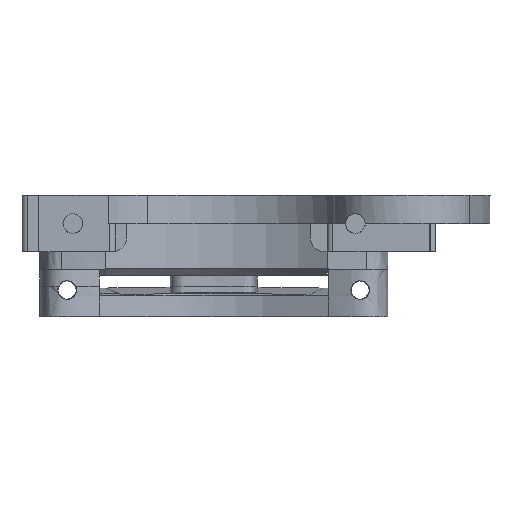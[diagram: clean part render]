
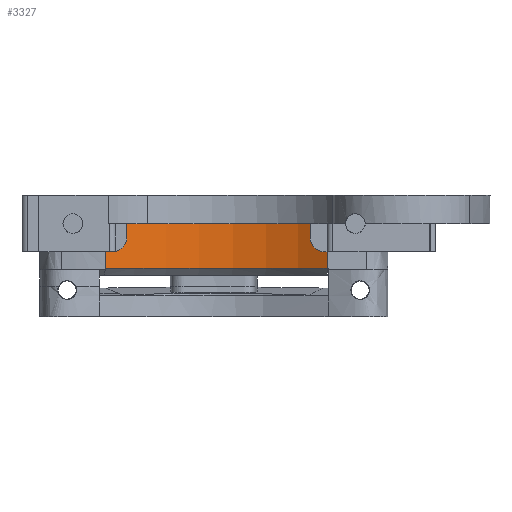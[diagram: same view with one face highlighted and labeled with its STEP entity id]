
A CAD part, front view. The second image highlights one B-rep face of the part: STEP entity #3327.
In plain terms, the highlighted cylindrical face has radius 35.076 mm (diameter 70.152 mm), a partial arc.
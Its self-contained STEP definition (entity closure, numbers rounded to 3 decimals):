
#75=CYLINDRICAL_SURFACE('',#3561,35.076);
#234=CIRCLE('',#3558,35.076);
#236=CIRCLE('',#3562,35.076);
#464=FACE_OUTER_BOUND('',#647,.T.);
#647=EDGE_LOOP('',(#2297,#2298,#2299,#2300));
#889=LINE('',#5297,#1135);
#891=LINE('',#5318,#1137);
#1135=VECTOR('',#3909,10.);
#1137=VECTOR('',#3915,10.);
#1394=VERTEX_POINT('',#5285);
#1395=VERTEX_POINT('',#5289);
#1396=VERTEX_POINT('',#5296);
#1399=VERTEX_POINT('',#5317);
#1749=EDGE_CURVE('',#1394,#1395,#234,.T.);
#1751=EDGE_CURVE('',#1396,#1395,#889,.T.);
#1755=EDGE_CURVE('',#1394,#1399,#891,.T.);
#1756=EDGE_CURVE('',#1396,#1399,#236,.T.);
#2297=ORIENTED_EDGE('',*,*,#1749,.F.);
#2298=ORIENTED_EDGE('',*,*,#1755,.T.);
#2299=ORIENTED_EDGE('',*,*,#1756,.F.);
#2300=ORIENTED_EDGE('',*,*,#1751,.T.);
#3327=ADVANCED_FACE('',(#464),#75,.F.);
#3558=AXIS2_PLACEMENT_3D('',#5290,#3905,#3906);
#3561=AXIS2_PLACEMENT_3D('',#5316,#3913,#3914);
#3562=AXIS2_PLACEMENT_3D('',#5319,#3916,#3917);
#3905=DIRECTION('center_axis',(0.,0.,1.));
#3906=DIRECTION('ref_axis',(0.548,0.836,0.));
#3909=DIRECTION('',(0.,0.,-1.));
#3913=DIRECTION('center_axis',(0.,0.,-1.));
#3914=DIRECTION('ref_axis',(0.548,0.836,0.));
#3915=DIRECTION('',(0.,0.,1.));
#3916=DIRECTION('center_axis',(0.,0.,-1.));
#3917=DIRECTION('ref_axis',(0.548,0.836,0.));
#5285=CARTESIAN_POINT('',(20.053,41.123,-9.95));
#5289=CARTESIAN_POINT('',(-19.167,40.613,-9.95));
#5290=CARTESIAN_POINT('Origin',(0.821,11.789,-9.95));
#5296=CARTESIAN_POINT('',(-19.167,40.613,-2.));
#5297=CARTESIAN_POINT('',(-19.167,40.613,-8.5));
#5316=CARTESIAN_POINT('Origin',(0.821,11.789,-8.5));
#5317=CARTESIAN_POINT('',(20.053,41.123,-2.));
#5318=CARTESIAN_POINT('',(20.053,41.123,-8.5));
#5319=CARTESIAN_POINT('Origin',(0.821,11.789,-2.));
